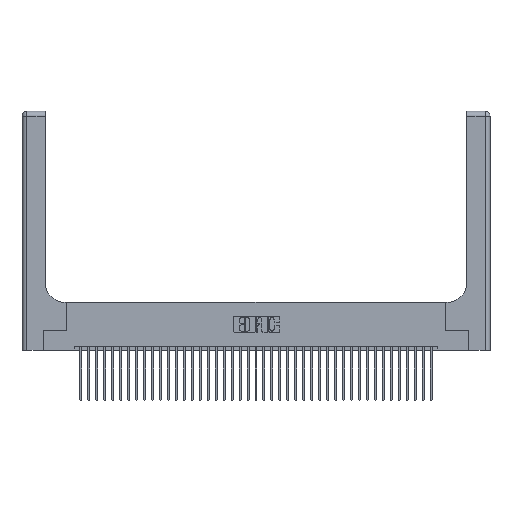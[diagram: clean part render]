
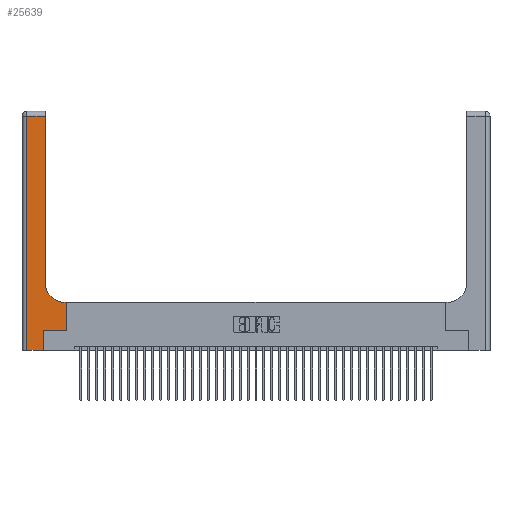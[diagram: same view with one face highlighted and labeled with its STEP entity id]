
A CAD part, top view. The second image highlights one B-rep face of the part: STEP entity #25639.
In plain terms, the highlighted planar face has unit normal (0, 0, 1).
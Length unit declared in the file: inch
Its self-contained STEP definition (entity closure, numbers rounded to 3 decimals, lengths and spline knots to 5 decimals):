
#777 = CARTESIAN_POINT ( 'NONE',  ( 0.5415, 0.85, 0.37 ) ) ;
#799 = CARTESIAN_POINT ( 'NONE',  ( 0.269, 0.25, 0.37 ) ) ;
#1177 = VERTEX_POINT ( 'NONE', #19772 ) ;
#2149 = LINE ( 'NONE', #32523, #35129 ) ;
#2300 = DIRECTION ( 'NONE',  ( -1., 0., 0. ) ) ;
#3512 = CARTESIAN_POINT ( 'NONE',  ( 0.2915, 3., 0.37 ) ) ;
#3899 = DIRECTION ( 'NONE',  ( 1., 0., 0. ) ) ;
#4495 = VERTEX_POINT ( 'NONE', #16669 ) ;
#4839 = VECTOR ( 'NONE', #4937, 39.37008 ) ;
#4937 = DIRECTION ( 'NONE',  ( 1., 0., 0. ) ) ;
#7234 = ORIENTED_EDGE ( 'NONE', *, *, #13024, .T. ) ;
#7572 = LINE ( 'NONE', #21555, #14818 ) ;
#7614 = LINE ( 'NONE', #31929, #23072 ) ;
#8625 = FACE_OUTER_BOUND ( 'NONE', #15871, .T. ) ;
#9043 = ORIENTED_EDGE ( 'NONE', *, *, #14182, .T. ) ;
#9164 = ORIENTED_EDGE ( 'NONE', *, *, #33519, .T. ) ;
#11191 = VECTOR ( 'NONE', #32862, 39.37008 ) ;
#11461 = ORIENTED_EDGE ( 'NONE', *, *, #18609, .T. ) ;
#11998 = AXIS2_PLACEMENT_3D ( 'NONE', #35251, #16730, #38353 ) ;
#12143 = LINE ( 'NONE', #29744, #11191 ) ;
#12725 = VERTEX_POINT ( 'NONE', #15042 ) ;
#12778 = DIRECTION ( 'NONE',  ( 0., 1., 0. ) ) ;
#13024 = EDGE_CURVE ( 'NONE', #39909, #1177, #23867, .T. ) ;
#13248 = CARTESIAN_POINT ( 'NONE',  ( 0.269, 0., 0.37 ) ) ;
#13364 = CARTESIAN_POINT ( 'NONE',  ( 0.5585, 0.6, 0.37 ) ) ;
#13696 = VERTEX_POINT ( 'NONE', #13364 ) ;
#13810 = VERTEX_POINT ( 'NONE', #16874 ) ;
#14182 = EDGE_CURVE ( 'NONE', #4495, #13696, #35868, .T. ) ;
#14606 = ORIENTED_EDGE ( 'NONE', *, *, #23297, .T. ) ;
#14818 = VECTOR ( 'NONE', #40075, 39.37008 ) ;
#15042 = CARTESIAN_POINT ( 'NONE',  ( 0.06, 0., 0.37 ) ) ;
#15871 = EDGE_LOOP ( 'NONE', ( #18097, #11461, #14606, #22211, #23295, #19747, #9043, #9164, #7234 ) ) ;
#16669 = CARTESIAN_POINT ( 'NONE',  ( 0.5585, 0.25, 0.37 ) ) ;
#16730 = DIRECTION ( 'NONE',  ( 0., 0., -1. ) ) ;
#16874 = CARTESIAN_POINT ( 'NONE',  ( 0.2915, 2.94, 0.37 ) ) ;
#17085 = DIRECTION ( 'NONE',  ( 0., 1., 0. ) ) ;
#18097 = ORIENTED_EDGE ( 'NONE', *, *, #29847, .T. ) ;
#18486 = LINE ( 'NONE', #3512, #33948 ) ;
#18589 = VERTEX_POINT ( 'NONE', #13248 ) ;
#18609 = EDGE_CURVE ( 'NONE', #13810, #38362, #7614, .T. ) ;
#19747 = ORIENTED_EDGE ( 'NONE', *, *, #31619, .T. ) ;
#19772 = CARTESIAN_POINT ( 'NONE',  ( 0.2915, 0.85, 0.37 ) ) ;
#21555 = CARTESIAN_POINT ( 'NONE',  ( 0.269, 0.25, 0.37 ) ) ;
#22211 = ORIENTED_EDGE ( 'NONE', *, *, #23287, .T. ) ;
#22452 = DIRECTION ( 'NONE',  ( 0., 0., -1. ) ) ;
#23072 = VECTOR ( 'NONE', #28676, 39.37008 ) ;
#23287 = EDGE_CURVE ( 'NONE', #12725, #18589, #28619, .T. ) ;
#23295 = ORIENTED_EDGE ( 'NONE', *, *, #32003, .T. ) ;
#23297 = EDGE_CURVE ( 'NONE', #38362, #12725, #12143, .T. ) ;
#23480 = CARTESIAN_POINT ( 'NONE',  ( 0., 0., 0.37 ) ) ;
#23867 = CIRCLE ( 'NONE', #35796, 0.25 ) ;
#24004 = CARTESIAN_POINT ( 'NONE',  ( 0.2915, 0.6, 0.37 ) ) ;
#24343 = VERTEX_POINT ( 'NONE', #799 ) ;
#25639 = ADVANCED_FACE ( 'NONE', ( #8625 ), #32174, .F. ) ;
#27691 = VECTOR ( 'NONE', #12778, 39.37008 ) ;
#28619 = LINE ( 'NONE', #23480, #4839 ) ;
#28676 = DIRECTION ( 'NONE',  ( -1., 0., 0. ) ) ;
#29744 = CARTESIAN_POINT ( 'NONE',  ( 0.06, 3., 0.37 ) ) ;
#29847 = EDGE_CURVE ( 'NONE', #1177, #13810, #18486, .T. ) ;
#30189 = VECTOR ( 'NONE', #2300, 39.37008 ) ;
#31436 = DIRECTION ( 'NONE',  ( 0., 1., 0. ) ) ;
#31533 = CARTESIAN_POINT ( 'NONE',  ( 0.06, 2.94, 0.37 ) ) ;
#31619 = EDGE_CURVE ( 'NONE', #24343, #4495, #7572, .T. ) ;
#31929 = CARTESIAN_POINT ( 'NONE',  ( 0., 2.94, 0.37 ) ) ;
#32003 = EDGE_CURVE ( 'NONE', #18589, #24343, #2149, .T. ) ;
#32174 = PLANE ( 'NONE',  #11998 ) ;
#32523 = CARTESIAN_POINT ( 'NONE',  ( 0.269, 0., 0.37 ) ) ;
#32862 = DIRECTION ( 'NONE',  ( 0., -1., 0. ) ) ;
#33063 = CARTESIAN_POINT ( 'NONE',  ( 0.5415, 0.6, 0.37 ) ) ;
#33519 = EDGE_CURVE ( 'NONE', #13696, #39909, #38386, .T. ) ;
#33948 = VECTOR ( 'NONE', #31436, 39.37008 ) ;
#34423 = CARTESIAN_POINT ( 'NONE',  ( 0.5585, 0.25, 0.37 ) ) ;
#35129 = VECTOR ( 'NONE', #17085, 39.37008 ) ;
#35251 = CARTESIAN_POINT ( 'NONE',  ( 0., 3., 0.37 ) ) ;
#35796 = AXIS2_PLACEMENT_3D ( 'NONE', #777, #22452, #3899 ) ;
#35868 = LINE ( 'NONE', #34423, #27691 ) ;
#38353 = DIRECTION ( 'NONE',  ( -1., 0., 0. ) ) ;
#38362 = VERTEX_POINT ( 'NONE', #31533 ) ;
#38386 = LINE ( 'NONE', #24004, #30189 ) ;
#39909 = VERTEX_POINT ( 'NONE', #33063 ) ;
#40075 = DIRECTION ( 'NONE',  ( 1., 0., 0. ) ) ;
